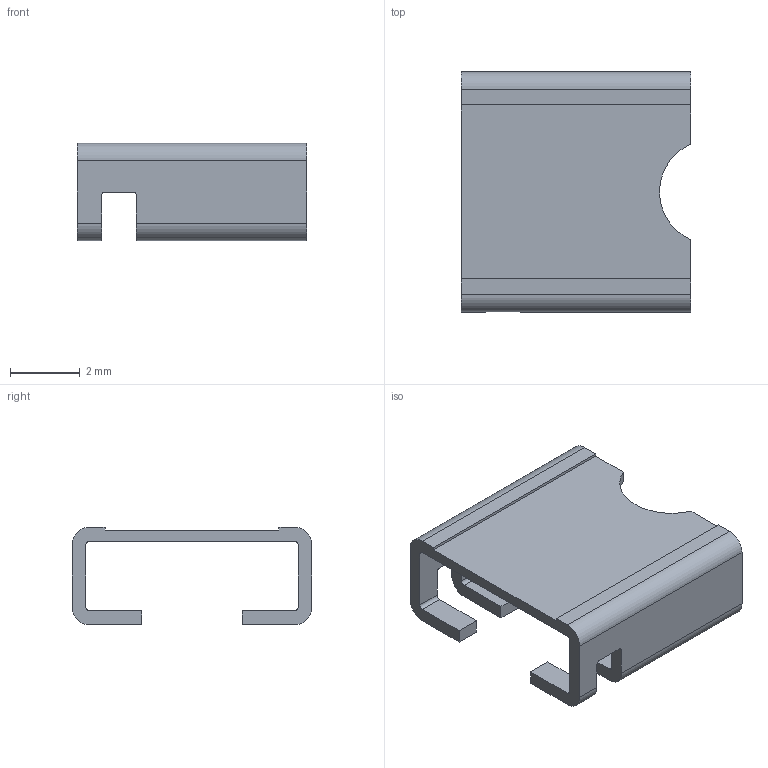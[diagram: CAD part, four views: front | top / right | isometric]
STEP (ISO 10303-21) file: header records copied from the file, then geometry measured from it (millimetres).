
FILE_DESCRIPTION (( 'STEP AP203' ), '1' );
FILE_NAME ('PSG1mƒ¶.STEP', '2019-11-13T09:06:05', ( '' ), ( '' ), 'SwSTEP 2.0', 'SolidWorks 2019', '' );
FILE_SCHEMA (( 'CONFIG_CONTROL_DESIGN' ));
Length unit declared in the file: millimetre
Products named in the file (1): PSG1mΩ
Bounding box: 6.6 x 6.9 x 2.8 mm (x, y, z)
Volume: 32.5 mm3; surface area: 196.6 mm2
Topology: 1 solids, 1 shells, 48 faces, 138 edges, 92 vertices
Faces by surface type: plane 31, cylinder 17
Entity records: 1653 total; most frequent: CARTESIAN_POINT 279, ORIENTED_EDGE 276, DIRECTION 270, EDGE_CURVE 138, VECTOR 104, LINE 104, VERTEX_POINT 92, AXIS2_PLACEMENT_3D 83
